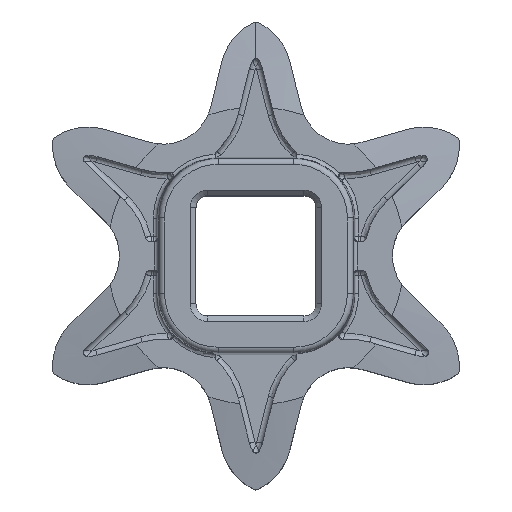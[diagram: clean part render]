
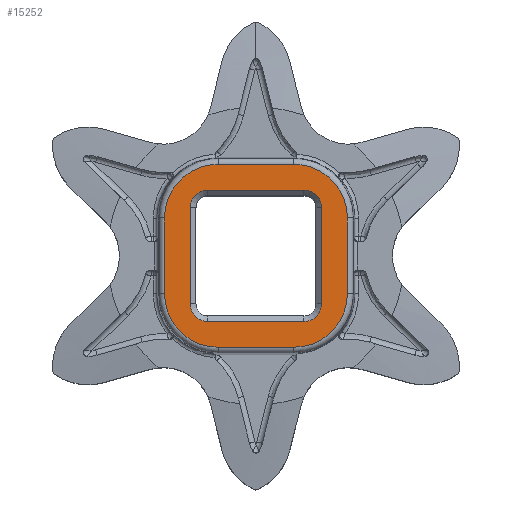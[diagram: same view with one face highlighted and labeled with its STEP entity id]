
A CAD part, top view. The second image highlights one B-rep face of the part: STEP entity #15252.
In plain terms, the highlighted planar face has unit normal (0, 0, 1).
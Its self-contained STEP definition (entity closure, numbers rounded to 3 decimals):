
#170 = CARTESIAN_POINT ( 'NONE',  ( 4.839, -2., 6.667 ) ) ;
#180 = AXIS2_PLACEMENT_3D ( 'NONE', #366, #9967, #1752 ) ;
#366 = CARTESIAN_POINT ( 'NONE',  ( -2.54, -2.54, 6.667 ) ) ;
#378 = FACE_OUTER_BOUND ( 'NONE', #12522, .T. ) ;
#381 = EDGE_CURVE ( 'NONE', #8576, #799, #727, .T. ) ;
#411 = CARTESIAN_POINT ( 'NONE',  ( 4.839, -2., 6.667 ) ) ;
#473 = VERTEX_POINT ( 'NONE', #13543 ) ;
#685 = CARTESIAN_POINT ( 'NONE',  ( -2., -2., 6.667 ) ) ;
#727 = LINE ( 'NONE', #13363, #6754 ) ;
#779 = VERTEX_POINT ( 'NONE', #7582 ) ;
#798 = ORIENTED_EDGE ( 'NONE', *, *, #11092, .T. ) ;
#799 = VERTEX_POINT ( 'NONE', #9056 ) ;
#871 = DIRECTION ( 'NONE',  ( -1., 0., 0. ) ) ;
#983 = ORIENTED_EDGE ( 'NONE', *, *, #8421, .T. ) ;
#1062 = CARTESIAN_POINT ( 'NONE',  ( -2.54, 3.475, 6.667 ) ) ;
#1123 = ORIENTED_EDGE ( 'NONE', *, *, #5619, .T. ) ;
#1134 = DIRECTION ( 'NONE',  ( 0., 0., -1. ) ) ;
#1175 = EDGE_CURVE ( 'NONE', #16358, #7745, #9509, .T. ) ;
#1200 = EDGE_CURVE ( 'NONE', #9915, #4119, #16217, .T. ) ;
#1365 = CARTESIAN_POINT ( 'NONE',  ( 2., 2., 6.667 ) ) ;
#1504 = DIRECTION ( 'NONE',  ( -1., 0., 0. ) ) ;
#1555 = DIRECTION ( 'NONE',  ( 0., 1., 0. ) ) ;
#1738 = PLANE ( 'NONE',  #17216 ) ;
#1752 = DIRECTION ( 'NONE',  ( -1., 0., 0. ) ) ;
#1767 = CARTESIAN_POINT ( 'NONE',  ( 3.475, 2.54, 6.667 ) ) ;
#1795 = AXIS2_PLACEMENT_3D ( 'NONE', #17304, #17363, #3655 ) ;
#1939 = EDGE_CURVE ( 'NONE', #5732, #4043, #11052, .T. ) ;
#2079 = EDGE_CURVE ( 'NONE', #3406, #8576, #16716, .T. ) ;
#2126 = EDGE_CURVE ( 'NONE', #4119, #6774, #3350, .T. ) ;
#2343 = VERTEX_POINT ( 'NONE', #16965 ) ;
#2346 = DIRECTION ( 'NONE',  ( 1., 0., 0. ) ) ;
#2602 = CARTESIAN_POINT ( 'NONE',  ( 2.54, 3.475, 6.667 ) ) ;
#2679 = EDGE_CURVE ( 'NONE', #4043, #16358, #8702, .T. ) ;
#2946 = CARTESIAN_POINT ( 'NONE',  ( -2., 2., 6.667 ) ) ;
#3198 = CARTESIAN_POINT ( 'NONE',  ( -4.839, -2., 6.667 ) ) ;
#3250 = CARTESIAN_POINT ( 'NONE',  ( 4.839, 2., 6.667 ) ) ;
#3350 = CIRCLE ( 'NONE', #9551, 0.935 ) ;
#3406 = VERTEX_POINT ( 'NONE', #12151 ) ;
#3655 = DIRECTION ( 'NONE',  ( -1., 0., 0. ) ) ;
#3746 = ORIENTED_EDGE ( 'NONE', *, *, #4872, .T. ) ;
#3885 = DIRECTION ( 'NONE',  ( -1., 0., 0. ) ) ;
#3983 = EDGE_CURVE ( 'NONE', #16851, #9915, #14677, .T. ) ;
#4043 = VERTEX_POINT ( 'NONE', #3250 ) ;
#4119 = VERTEX_POINT ( 'NONE', #14604 ) ;
#4465 = VECTOR ( 'NONE', #7656, 1000. ) ;
#4754 = ORIENTED_EDGE ( 'NONE', *, *, #17107, .T. ) ;
#4783 = VECTOR ( 'NONE', #17290, 1000. ) ;
#4845 = EDGE_CURVE ( 'NONE', #473, #779, #10307, .T. ) ;
#4872 = EDGE_CURVE ( 'NONE', #799, #5732, #14430, .T. ) ;
#4876 = CARTESIAN_POINT ( 'NONE',  ( -2., -4.839, 6.667 ) ) ;
#5256 = CARTESIAN_POINT ( 'NONE',  ( -2., -3.475, 6.667 ) ) ;
#5466 = ORIENTED_EDGE ( 'NONE', *, *, #2126, .T. ) ;
#5480 = AXIS2_PLACEMENT_3D ( 'NONE', #6425, #13083, #16061 ) ;
#5542 = VECTOR ( 'NONE', #12974, 1000. ) ;
#5601 = CARTESIAN_POINT ( 'NONE',  ( 2.54, 2.54, 6.667 ) ) ;
#5619 = EDGE_CURVE ( 'NONE', #7745, #2343, #12860, .T. ) ;
#5732 = VERTEX_POINT ( 'NONE', #411 ) ;
#6030 = EDGE_LOOP ( 'NONE', ( #4754, #12489, #7425, #983, #16362, #11647, #5466, #798 ) ) ;
#6228 = LINE ( 'NONE', #12533, #13091 ) ;
#6269 = EDGE_CURVE ( 'NONE', #13432, #473, #7494, .T. ) ;
#6272 = CARTESIAN_POINT ( 'NONE',  ( 3.475, -2., 6.667 ) ) ;
#6425 = CARTESIAN_POINT ( 'NONE',  ( 2., -2., 6.667 ) ) ;
#6583 = AXIS2_PLACEMENT_3D ( 'NONE', #1365, #10952, #12353 ) ;
#6612 = EDGE_CURVE ( 'NONE', #2343, #3406, #13729, .T. ) ;
#6754 = VECTOR ( 'NONE', #2346, 1000. ) ;
#6774 = VERTEX_POINT ( 'NONE', #1062 ) ;
#6919 = CARTESIAN_POINT ( 'NONE',  ( -2., 4.839, 6.667 ) ) ;
#7069 = DIRECTION ( 'NONE',  ( 1., 0., 0. ) ) ;
#7170 = VECTOR ( 'NONE', #871, 1000. ) ;
#7425 = ORIENTED_EDGE ( 'NONE', *, *, #4845, .T. ) ;
#7484 = DIRECTION ( 'NONE',  ( 0., 0., 1. ) ) ;
#7494 = LINE ( 'NONE', #6272, #4465 ) ;
#7582 = CARTESIAN_POINT ( 'NONE',  ( 2.54, -3.475, 6.667 ) ) ;
#7618 = CARTESIAN_POINT ( 'NONE',  ( -3.475, -2., 6.667 ) ) ;
#7656 = DIRECTION ( 'NONE',  ( 0., -1., 0. ) ) ;
#7745 = VERTEX_POINT ( 'NONE', #6919 ) ;
#7957 = ORIENTED_EDGE ( 'NONE', *, *, #6612, .T. ) ;
#8421 = EDGE_CURVE ( 'NONE', #779, #16851, #9070, .T. ) ;
#8576 = VERTEX_POINT ( 'NONE', #4876 ) ;
#8638 = ORIENTED_EDGE ( 'NONE', *, *, #381, .T. ) ;
#8702 = CIRCLE ( 'NONE', #6583, 2.839 ) ;
#8913 = CARTESIAN_POINT ( 'NONE',  ( -2., 4.839, 6.667 ) ) ;
#9056 = CARTESIAN_POINT ( 'NONE',  ( 2., -4.839, 6.667 ) ) ;
#9070 = LINE ( 'NONE', #5256, #10360 ) ;
#9352 = CARTESIAN_POINT ( 'NONE',  ( -2.54, 2.54, 6.667 ) ) ;
#9509 = LINE ( 'NONE', #8913, #7170 ) ;
#9551 = AXIS2_PLACEMENT_3D ( 'NONE', #9352, #1134, #3885 ) ;
#9915 = VERTEX_POINT ( 'NONE', #15454 ) ;
#9958 = DIRECTION ( 'NONE',  ( 0., 0., -1. ) ) ;
#9967 = DIRECTION ( 'NONE',  ( 0., 0., -1. ) ) ;
#10307 = CIRCLE ( 'NONE', #1795, 0.935 ) ;
#10360 = VECTOR ( 'NONE', #14889, 1000. ) ;
#10952 = DIRECTION ( 'NONE',  ( 0., 0., 1. ) ) ;
#10997 = VERTEX_POINT ( 'NONE', #2602 ) ;
#11052 = LINE ( 'NONE', #170, #14308 ) ;
#11092 = EDGE_CURVE ( 'NONE', #6774, #10997, #6228, .T. ) ;
#11218 = AXIS2_PLACEMENT_3D ( 'NONE', #5601, #15240, #16627 ) ;
#11329 = DIRECTION ( 'NONE',  ( -1., 0., 0. ) ) ;
#11647 = ORIENTED_EDGE ( 'NONE', *, *, #1200, .T. ) ;
#11810 = ORIENTED_EDGE ( 'NONE', *, *, #1175, .T. ) ;
#12151 = CARTESIAN_POINT ( 'NONE',  ( -4.839, -2., 6.667 ) ) ;
#12353 = DIRECTION ( 'NONE',  ( -1., 0., 0. ) ) ;
#12489 = ORIENTED_EDGE ( 'NONE', *, *, #6269, .T. ) ;
#12522 = EDGE_LOOP ( 'NONE', ( #7957, #14004, #8638, #3746, #15709, #14045, #11810, #1123 ) ) ;
#12533 = CARTESIAN_POINT ( 'NONE',  ( -2., 3.475, 6.667 ) ) ;
#12860 = CIRCLE ( 'NONE', #16230, 2.839 ) ;
#12974 = DIRECTION ( 'NONE',  ( 0., -1., 0. ) ) ;
#13083 = DIRECTION ( 'NONE',  ( 0., 0., 1. ) ) ;
#13091 = VECTOR ( 'NONE', #7069, 1000. ) ;
#13363 = CARTESIAN_POINT ( 'NONE',  ( -2., -4.839, 6.667 ) ) ;
#13432 = VERTEX_POINT ( 'NONE', #1767 ) ;
#13543 = CARTESIAN_POINT ( 'NONE',  ( 3.475, -2.54, 6.667 ) ) ;
#13729 = LINE ( 'NONE', #3198, #5542 ) ;
#13899 = DIRECTION ( 'NONE',  ( 0., 0., 1. ) ) ;
#14004 = ORIENTED_EDGE ( 'NONE', *, *, #2079, .T. ) ;
#14045 = ORIENTED_EDGE ( 'NONE', *, *, #2679, .T. ) ;
#14129 = FACE_BOUND ( 'NONE', #6030, .T. ) ;
#14173 = AXIS2_PLACEMENT_3D ( 'NONE', #685, #7484, #14219 ) ;
#14219 = DIRECTION ( 'NONE',  ( -1., 0., 0. ) ) ;
#14308 = VECTOR ( 'NONE', #1555, 1000. ) ;
#14430 = CIRCLE ( 'NONE', #5480, 2.839 ) ;
#14604 = CARTESIAN_POINT ( 'NONE',  ( -3.475, 2.54, 6.667 ) ) ;
#14677 = CIRCLE ( 'NONE', #180, 0.935 ) ;
#14889 = DIRECTION ( 'NONE',  ( -1., 0., 0. ) ) ;
#15240 = DIRECTION ( 'NONE',  ( 0., 0., -1. ) ) ;
#15252 = ADVANCED_FACE ( 'NONE', ( #378, #14129 ), #1738, .F. ) ;
#15454 = CARTESIAN_POINT ( 'NONE',  ( -3.475, -2.54, 6.667 ) ) ;
#15709 = ORIENTED_EDGE ( 'NONE', *, *, #1939, .T. ) ;
#16061 = DIRECTION ( 'NONE',  ( -1., 0., 0. ) ) ;
#16217 = LINE ( 'NONE', #7618, #4783 ) ;
#16230 = AXIS2_PLACEMENT_3D ( 'NONE', #2946, #13899, #1504 ) ;
#16268 = CIRCLE ( 'NONE', #11218, 0.935 ) ;
#16358 = VERTEX_POINT ( 'NONE', #16367 ) ;
#16362 = ORIENTED_EDGE ( 'NONE', *, *, #3983, .T. ) ;
#16367 = CARTESIAN_POINT ( 'NONE',  ( 2., 4.839, 6.667 ) ) ;
#16627 = DIRECTION ( 'NONE',  ( -1., 0., 0. ) ) ;
#16716 = CIRCLE ( 'NONE', #14173, 2.839 ) ;
#16785 = CARTESIAN_POINT ( 'NONE',  ( -2., -2., 6.667 ) ) ;
#16851 = VERTEX_POINT ( 'NONE', #17825 ) ;
#16965 = CARTESIAN_POINT ( 'NONE',  ( -4.839, 2., 6.667 ) ) ;
#17107 = EDGE_CURVE ( 'NONE', #10997, #13432, #16268, .T. ) ;
#17216 = AXIS2_PLACEMENT_3D ( 'NONE', #16785, #9958, #11329 ) ;
#17290 = DIRECTION ( 'NONE',  ( 0., 1., 0. ) ) ;
#17304 = CARTESIAN_POINT ( 'NONE',  ( 2.54, -2.54, 6.667 ) ) ;
#17363 = DIRECTION ( 'NONE',  ( 0., 0., -1. ) ) ;
#17825 = CARTESIAN_POINT ( 'NONE',  ( -2.54, -3.475, 6.667 ) ) ;
